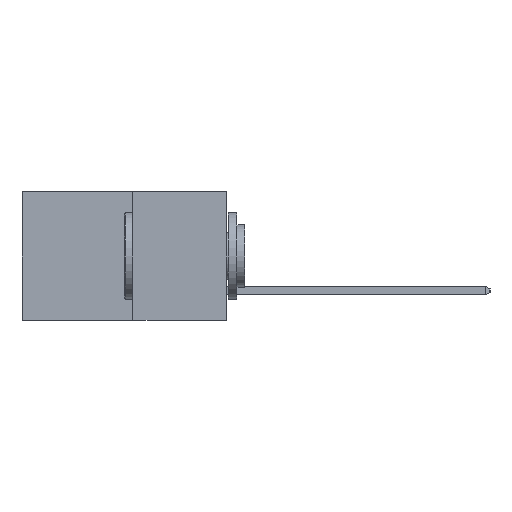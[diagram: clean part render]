
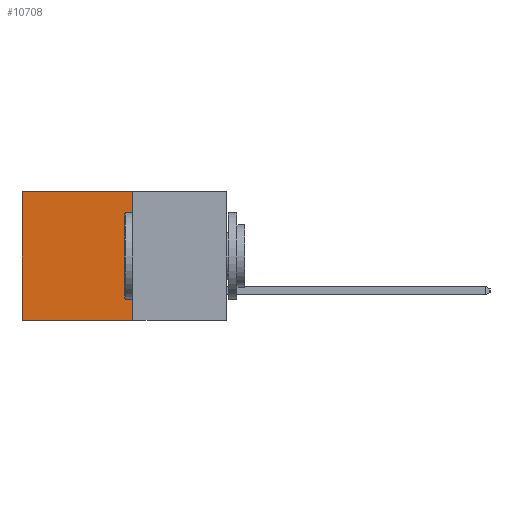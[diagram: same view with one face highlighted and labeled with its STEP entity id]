
A CAD part, left-side view. The second image highlights one B-rep face of the part: STEP entity #10708.
In plain terms, the highlighted planar face has unit normal (-1, 0, 0).
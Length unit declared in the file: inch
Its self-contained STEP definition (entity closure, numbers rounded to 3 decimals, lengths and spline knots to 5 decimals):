
#918 = VERTEX_POINT ( 'NONE', #14163 ) ;
#1004 = ORIENTED_EDGE ( 'NONE', *, *, #6784, .F. ) ;
#1285 = ORIENTED_EDGE ( 'NONE', *, *, #20223, .T. ) ;
#2441 = LINE ( 'NONE', #23599, #25243 ) ;
#5117 = CARTESIAN_POINT ( 'NONE',  ( 0.277, 0.27, -0.37 ) ) ;
#5253 = EDGE_LOOP ( 'NONE', ( #1285, #11461, #1004, #24490 ) ) ;
#6442 = DIRECTION ( 'NONE',  ( 0., 0., -1. ) ) ;
#6784 = EDGE_CURVE ( 'NONE', #18635, #918, #2441, .T. ) ;
#7291 = DIRECTION ( 'NONE',  ( 0., 0., -1. ) ) ;
#7970 = CARTESIAN_POINT ( 'NONE',  ( 0.277, 0.59, -0.37 ) ) ;
#8747 = CARTESIAN_POINT ( 'NONE',  ( 0.277, 0.27, -0.37 ) ) ;
#10708 = ADVANCED_FACE ( 'NONE', ( #24634 ), #15825, .F. ) ;
#10808 = LINE ( 'NONE', #8747, #27194 ) ;
#11461 = ORIENTED_EDGE ( 'NONE', *, *, #17019, .F. ) ;
#11794 = LINE ( 'NONE', #16458, #16822 ) ;
#14163 = CARTESIAN_POINT ( 'NONE',  ( 0.277, 0.27, -0.37 ) ) ;
#14609 = VERTEX_POINT ( 'NONE', #19681 ) ;
#14787 = VECTOR ( 'NONE', #26844, 39.37008 ) ;
#15100 = DIRECTION ( 'NONE',  ( 0., 1., 0. ) ) ;
#15825 = PLANE ( 'NONE',  #22508 ) ;
#16146 = CARTESIAN_POINT ( 'NONE',  ( 0.277, 0.27, 0. ) ) ;
#16458 = CARTESIAN_POINT ( 'NONE',  ( 0.277, 0.59, -0.37 ) ) ;
#16822 = VECTOR ( 'NONE', #24995, 39.37008 ) ;
#17019 = EDGE_CURVE ( 'NONE', #918, #17304, #10808, .T. ) ;
#17304 = VERTEX_POINT ( 'NONE', #7970 ) ;
#18635 = VERTEX_POINT ( 'NONE', #26194 ) ;
#18818 = EDGE_CURVE ( 'NONE', #18635, #14609, #26123, .T. ) ;
#19681 = CARTESIAN_POINT ( 'NONE',  ( 0.277, 0.59, 0. ) ) ;
#20116 = DIRECTION ( 'NONE',  ( 1., 0., 0. ) ) ;
#20223 = EDGE_CURVE ( 'NONE', #14609, #17304, #11794, .T. ) ;
#22508 = AXIS2_PLACEMENT_3D ( 'NONE', #5117, #20116, #7291 ) ;
#23599 = CARTESIAN_POINT ( 'NONE',  ( 0.277, 0.27, -0.37 ) ) ;
#24490 = ORIENTED_EDGE ( 'NONE', *, *, #18818, .T. ) ;
#24634 = FACE_OUTER_BOUND ( 'NONE', #5253, .T. ) ;
#24995 = DIRECTION ( 'NONE',  ( 0., 0., -1. ) ) ;
#25243 = VECTOR ( 'NONE', #6442, 39.37008 ) ;
#26123 = LINE ( 'NONE', #16146, #14787 ) ;
#26194 = CARTESIAN_POINT ( 'NONE',  ( 0.277, 0.27, 0. ) ) ;
#26844 = DIRECTION ( 'NONE',  ( 0., 1., 0. ) ) ;
#27194 = VECTOR ( 'NONE', #15100, 39.37008 ) ;
